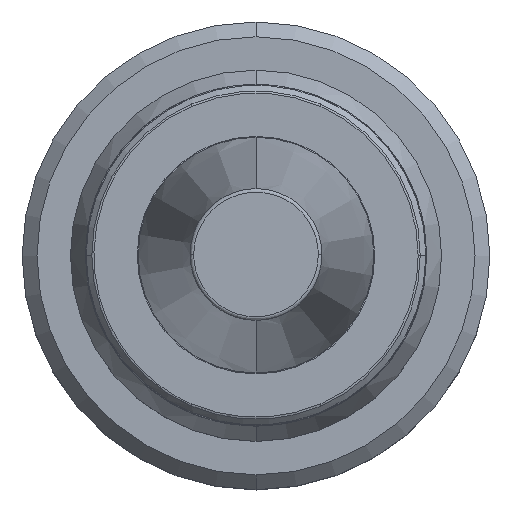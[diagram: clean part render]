
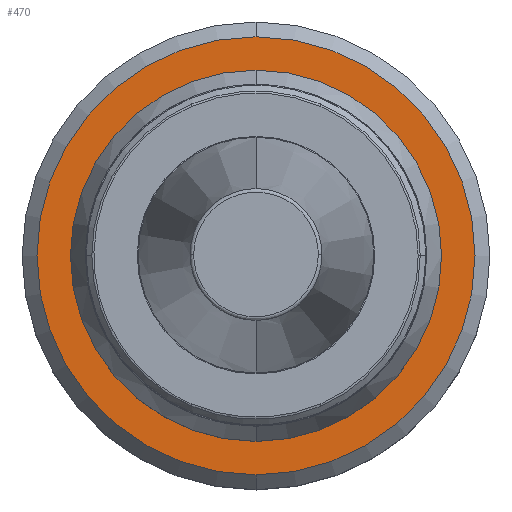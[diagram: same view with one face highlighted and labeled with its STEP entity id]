
A CAD part, top view. The second image highlights one B-rep face of the part: STEP entity #470.
In plain terms, the highlighted planar face has unit normal (0, 0, 1).
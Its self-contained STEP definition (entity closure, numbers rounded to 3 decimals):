
#25 = EDGE_CURVE ( 'NONE', #756, #1907, #529, .T. ) ;
#59 = AXIS2_PLACEMENT_3D ( 'NONE', #1696, #1130, #1280 ) ;
#85 = CARTESIAN_POINT ( 'NONE',  ( 0., -25., -54. ) ) ;
#255 = CARTESIAN_POINT ( 'NONE',  ( 29.854, -29.854, -54. ) ) ;
#375 = DIRECTION ( 'NONE',  ( 0., 0., 1. ) ) ;
#463 = ORIENTED_EDGE ( 'NONE', *, *, #932, .T. ) ;
#470 = ADVANCED_FACE ( 'NONE', ( #789, #1314 ), #868, .F. ) ;
#472 = CARTESIAN_POINT ( 'NONE',  ( 0., 25., -54. ) ) ;
#526 = CIRCLE ( 'NONE', #1881, 25. ) ;
#529 = CIRCLE ( 'NONE', #59, 29.5 ) ;
#553 = VERTEX_POINT ( 'NONE', #472 ) ;
#756 = VERTEX_POINT ( 'NONE', #2174 ) ;
#763 = CARTESIAN_POINT ( 'NONE',  ( 0., 0., -54. ) ) ;
#769 = ORIENTED_EDGE ( 'NONE', *, *, #951, .F. ) ;
#789 = FACE_BOUND ( 'NONE', #1149, .T. ) ;
#845 = AXIS2_PLACEMENT_3D ( 'NONE', #255, #1404, #1275 ) ;
#868 = PLANE ( 'NONE',  #845 ) ;
#932 = EDGE_CURVE ( 'NONE', #1907, #756, #2170, .T. ) ;
#933 = ORIENTED_EDGE ( 'NONE', *, *, #1790, .F. ) ;
#943 = ORIENTED_EDGE ( 'NONE', *, *, #25, .T. ) ;
#951 = EDGE_CURVE ( 'NONE', #2293, #553, #526, .T. ) ;
#954 = DIRECTION ( 'NONE',  ( 0., -1., 0. ) ) ;
#1130 = DIRECTION ( 'NONE',  ( 0., 0., 1. ) ) ;
#1149 = EDGE_LOOP ( 'NONE', ( #769, #933 ) ) ;
#1259 = CIRCLE ( 'NONE', #2197, 25. ) ;
#1275 = DIRECTION ( 'NONE',  ( -1., 0., 0. ) ) ;
#1280 = DIRECTION ( 'NONE',  ( 0., 1., 0. ) ) ;
#1314 = FACE_OUTER_BOUND ( 'NONE', #1800, .T. ) ;
#1404 = DIRECTION ( 'NONE',  ( 0., 0., -1. ) ) ;
#1409 = CARTESIAN_POINT ( 'NONE',  ( 0., -29.5, -54. ) ) ;
#1508 = CARTESIAN_POINT ( 'NONE',  ( 0., 0., -54. ) ) ;
#1688 = DIRECTION ( 'NONE',  ( 0., 1., 0. ) ) ;
#1696 = CARTESIAN_POINT ( 'NONE',  ( 0., 0., -54. ) ) ;
#1760 = CARTESIAN_POINT ( 'NONE',  ( 0., 0., -54. ) ) ;
#1790 = EDGE_CURVE ( 'NONE', #553, #2293, #1259, .T. ) ;
#1800 = EDGE_LOOP ( 'NONE', ( #943, #463 ) ) ;
#1825 = AXIS2_PLACEMENT_3D ( 'NONE', #1508, #375, #1688 ) ;
#1881 = AXIS2_PLACEMENT_3D ( 'NONE', #763, #2105, #954 ) ;
#1907 = VERTEX_POINT ( 'NONE', #1409 ) ;
#1958 = DIRECTION ( 'NONE',  ( 0., -1., 0. ) ) ;
#2105 = DIRECTION ( 'NONE',  ( 0., 0., 1. ) ) ;
#2170 = CIRCLE ( 'NONE', #1825, 29.5 ) ;
#2174 = CARTESIAN_POINT ( 'NONE',  ( 0., 29.5, -54. ) ) ;
#2197 = AXIS2_PLACEMENT_3D ( 'NONE', #1760, #2329, #1958 ) ;
#2293 = VERTEX_POINT ( 'NONE', #85 ) ;
#2329 = DIRECTION ( 'NONE',  ( 0., 0., 1. ) ) ;
